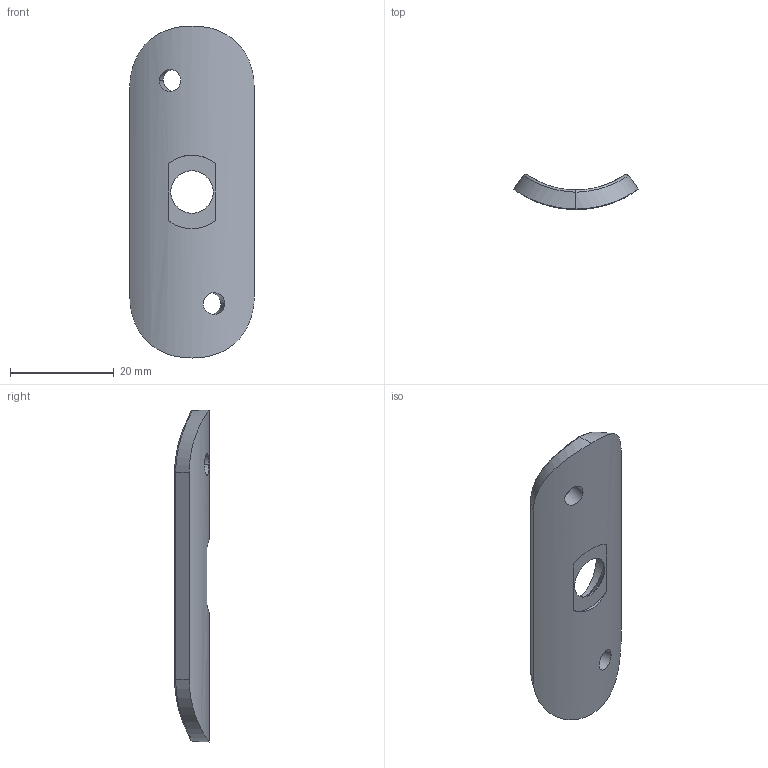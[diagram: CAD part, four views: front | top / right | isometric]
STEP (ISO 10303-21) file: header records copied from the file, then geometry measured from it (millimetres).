
FILE_DESCRIPTION (( 'STEP AP203' ), '1' );
FILE_NAME ('50227-240-4.step', '2020-07-13T13:06:50', ( '' ), ( '' ), 'SwSTEP 2.0', 'SolidWorks 2018', '' );
FILE_SCHEMA (( 'CONFIG_CONTROL_DESIGN' ));
Length unit declared in the file: millimetre
Products named in the file (1): 50227-240-4
Bounding box: 24 x 6.68 x 64 mm (x, y, z)
Volume: 4568.2 mm3; surface area: 3312.1 mm2
Topology: 1 solids, 1 shells, 264 faces, 695 edges, 460 vertices
Faces by surface type: plane 121, bspline 96, cylinder 45, cone 2
Entity records: 12967 total; most frequent: CARTESIAN_POINT 7044, ORIENTED_EDGE 1390, DIRECTION 899, EDGE_CURVE 695, VERTEX_POINT 460, VECTOR 339, LINE 339, EDGE_LOOP 297
